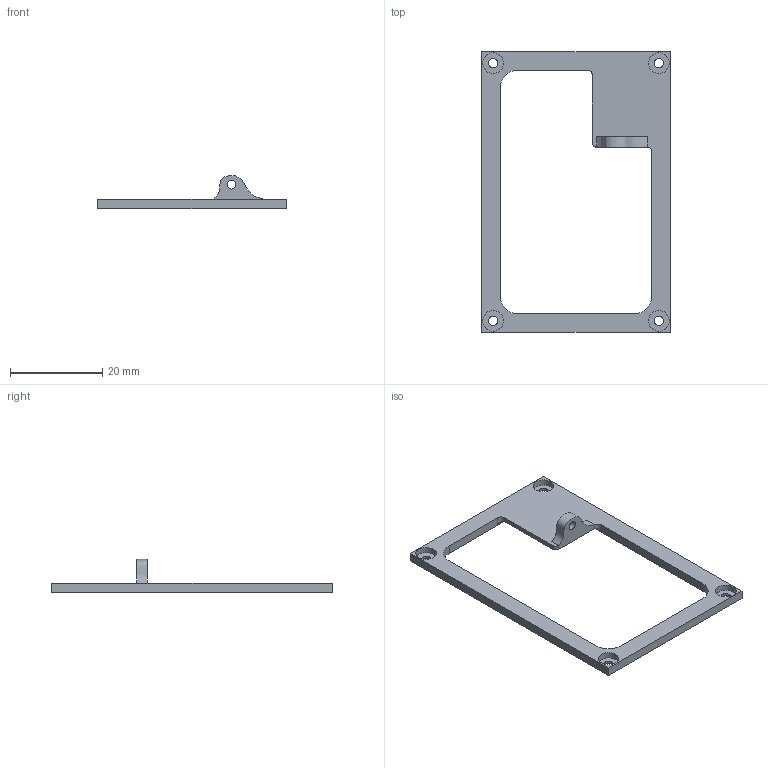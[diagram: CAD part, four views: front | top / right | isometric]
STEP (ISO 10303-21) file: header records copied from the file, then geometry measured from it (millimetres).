
FILE_DESCRIPTION(/* description */ ('STEP AP242','CAx-IF Rec.Pracs.---Representation and Presentation of Product Manufacturing Information (PMI)---4.0---2014-10-13','CAx-IF Rec.Pracs.---3D Tessellated Geometry---0.4---2014-09-14','2;1'),/* implementation_level */ '2;1');
FILE_NAME(/* name */ '67fbd5feee3ca00fcdbfb38b',/* time_stamp */ '2025-04-13T15:19:27Z',/* author */ (''),/* organization */ (''),/* preprocessor_version */ 'ST-DEVELOPER v20',/* originating_system */ 'ONSHAPE BY PTC INC, 1.196',/* authorisation */ ' ');
FILE_SCHEMA (('AP242_MANAGED_MODEL_BASED_3D_ENGINEERING_MIM_LF { 1 0 10303 442 1 1 4 }'));
Length unit declared in the file: metre
Products named in the file (1): Part 2
Bounding box: 41 x 61 x 7.19 mm (x, y, z)
Volume: 1716.6 mm3; surface area: 2838.9 mm2
Topology: 1 solids, 1 shells, 36 faces, 85 edges, 55 vertices
Faces by surface type: plane 18, cylinder 17, bspline 1
Full cylindrical faces by diameter (mm): 1.9 x1, 2 x4, 4.5 x4
Entity records: 1066 total; most frequent: CARTESIAN_POINT 207, DIRECTION 176, ORIENTED_EDGE 150, EDGE_CURVE 75, AXIS2_PLACEMENT_3D 67, EDGE_LOOP 61, FACE_BOUND 61, VERTEX_POINT 54
